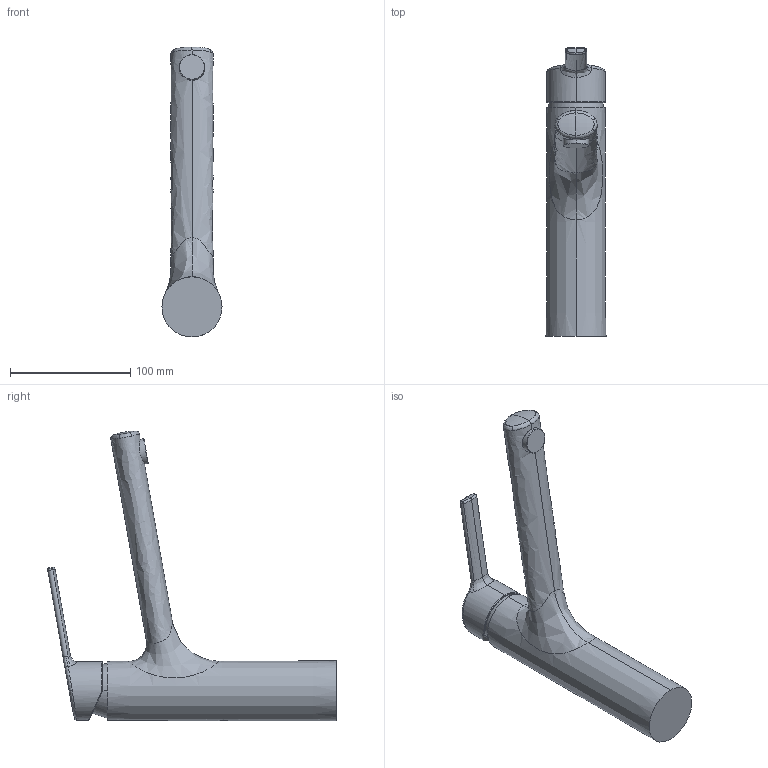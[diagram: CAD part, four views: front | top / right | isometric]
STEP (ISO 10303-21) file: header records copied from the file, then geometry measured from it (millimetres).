
FILE_DESCRIPTION (( 'STEP AP203' ), '1' );
FILE_NAME ('03142273.STEP', '2018-05-09T07:56:29', ( '' ), ( '' ), 'SwSTEP 2.0', 'SolidWorks 2016', '' );
FILE_SCHEMA (( 'CONFIG_CONTROL_DESIGN' ));
Length unit declared in the file: millimetre
Products named in the file (1): 03142273
Bounding box: 50 x 240.26 x 241.3 mm (x, y, z)
Volume: 568931.6 mm3; surface area: 60234.2 mm2
Topology: 1 solids, 1 shells, 67 faces, 168 edges, 102 vertices
Faces by surface type: bspline 49, cylinder 8, plane 5, torus 3, cone 2
Entity records: 7131 total; most frequent: CARTESIAN_POINT 5878, ORIENTED_EDGE 328, EDGE_CURVE 164, B_SPLINE_CURVE_WITH_KNOTS 127, VERTEX_POINT 102, DIRECTION 92, EDGE_LOOP 70, FACE_OUTER_BOUND 67
